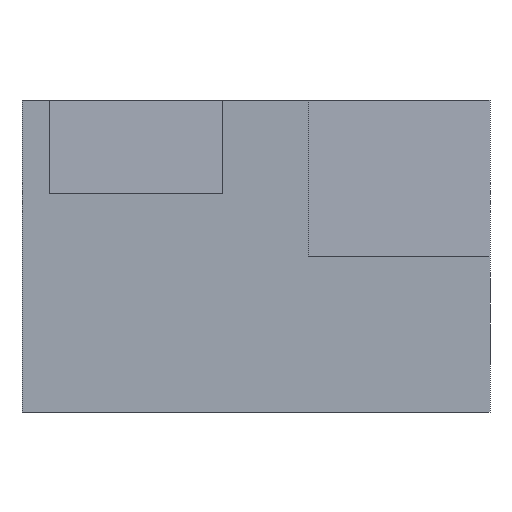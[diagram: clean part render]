
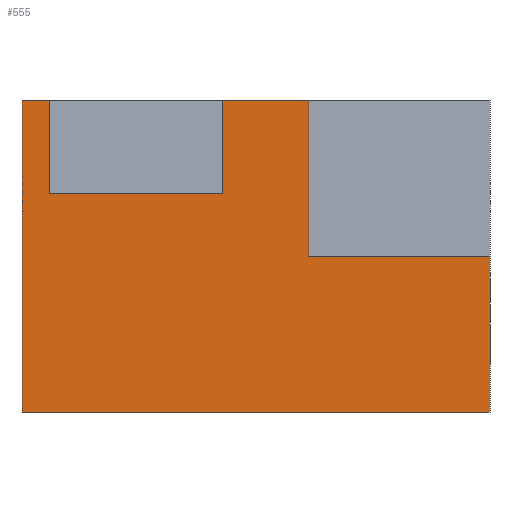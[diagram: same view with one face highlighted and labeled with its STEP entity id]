
A CAD part, front view. The second image highlights one B-rep face of the part: STEP entity #555.
In plain terms, the highlighted planar face has unit normal (0, -1, 0).
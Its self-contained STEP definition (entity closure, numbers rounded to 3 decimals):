
#7 = CARTESIAN_POINT ( 'NONE',  ( -37.5, -20., 25. ) ) ;
#8 = DIRECTION ( 'NONE',  ( 0., 0., -1. ) ) ;
#37 = CARTESIAN_POINT ( 'NONE',  ( -37.5, -20., 35. ) ) ;
#38 = DIRECTION ( 'NONE',  ( 1., 0., 0. ) ) ;
#39 = CARTESIAN_POINT ( 'NONE',  ( -37.5, -20., 50. ) ) ;
#40 = DIRECTION ( 'NONE',  ( 1., 0., 0. ) ) ;
#41 = CARTESIAN_POINT ( 'NONE',  ( -33.168, -20., 25. ) ) ;
#42 = DIRECTION ( 'NONE',  ( 0., 0., 1. ) ) ;
#43 = CARTESIAN_POINT ( 'NONE',  ( -5.389, -20., 25. ) ) ;
#44 = DIRECTION ( 'NONE',  ( 0., 0., -1. ) ) ;
#69 = CARTESIAN_POINT ( 'NONE',  ( 37.5, -20., 25. ) ) ;
#70 = DIRECTION ( 'NONE',  ( 0., 0., -1. ) ) ;
#81 = CARTESIAN_POINT ( 'NONE',  ( 8.477, -20., 50. ) ) ;
#82 = DIRECTION ( 'NONE',  ( 0., 0., -1. ) ) ;
#159 = LINE ( 'NONE', #37, #160 ) ;
#160 = VECTOR ( 'NONE', #38, 1000. ) ;
#161 = LINE ( 'NONE', #39, #162 ) ;
#162 = VECTOR ( 'NONE', #40, 1000. ) ;
#163 = LINE ( 'NONE', #41, #164 ) ;
#164 = VECTOR ( 'NONE', #42, 1000. ) ;
#165 = LINE ( 'NONE', #43, #166 ) ;
#166 = VECTOR ( 'NONE', #44, 1000. ) ;
#187 = LINE ( 'NONE', #69, #188 ) ;
#188 = VECTOR ( 'NONE', #70, 1000. ) ;
#199 = LINE ( 'NONE', #81, #200 ) ;
#200 = VECTOR ( 'NONE', #82, 1000. ) ;
#332 = CARTESIAN_POINT ( 'NONE',  ( -5.389, -20., 35. ) ) ;
#333 = CARTESIAN_POINT ( 'NONE',  ( -33.168, -20., 50. ) ) ;
#335 = ORIENTED_EDGE ( 'NONE', *, *, #598, .F. ) ;
#337 = ORIENTED_EDGE ( 'NONE', *, *, #561, .T. ) ;
#338 = ORIENTED_EDGE ( 'NONE', *, *, #584, .F. ) ;
#343 = ORIENTED_EDGE ( 'NONE', *, *, #445, .F. ) ;
#345 = ORIENTED_EDGE ( 'NONE', *, *, #568, .T. ) ;
#346 = ORIENTED_EDGE ( 'NONE', *, *, #604, .F. ) ;
#392 = EDGE_LOOP ( 'NONE', ( #435, #436, #437, #438, #338, #345, #337, #335, #343, #346 ) ) ;
#435 = ORIENTED_EDGE ( 'NONE', *, *, #450, .F. ) ;
#436 = ORIENTED_EDGE ( 'NONE', *, *, #586, .T. ) ;
#437 = ORIENTED_EDGE ( 'NONE', *, *, #583, .F. ) ;
#438 = ORIENTED_EDGE ( 'NONE', *, *, #585, .T. ) ;
#445 = EDGE_CURVE ( 'NONE', #517, #506, #726, .T. ) ;
#450 = EDGE_CURVE ( 'NONE', #527, #518, #737, .T. ) ;
#456 = CARTESIAN_POINT ( 'NONE',  ( 37.5, -20., 25. ) ) ;
#472 = DIRECTION ( 'NONE',  ( 1., 0., 0. ) ) ;
#473 = CARTESIAN_POINT ( 'NONE',  ( -37.5, -20., 50. ) ) ;
#482 = DIRECTION ( 'NONE',  ( 1., 0., 0. ) ) ;
#483 = CARTESIAN_POINT ( 'NONE',  ( -37.5, -20., 25. ) ) ;
#506 = VERTEX_POINT ( 'NONE', #456 ) ;
#507 = VERTEX_POINT ( 'NONE', #332 ) ;
#508 = VERTEX_POINT ( 'NONE', #333 ) ;
#509 = VERTEX_POINT ( 'NONE', #805 ) ;
#517 = VERTEX_POINT ( 'NONE', #813 ) ;
#518 = VERTEX_POINT ( 'NONE', #814 ) ;
#523 = VERTEX_POINT ( 'NONE', #819 ) ;
#527 = VERTEX_POINT ( 'NONE', #823 ) ;
#532 = VERTEX_POINT ( 'NONE', #828 ) ;
#535 = VERTEX_POINT ( 'NONE', #831 ) ;
#555 = ADVANCED_FACE ( 'NONE', ( #763 ), #861, .F. ) ;
#561 = EDGE_CURVE ( 'NONE', #532, #535, #773, .T. ) ;
#568 = EDGE_CURVE ( 'NONE', #523, #532, #785, .T. ) ;
#583 = EDGE_CURVE ( 'NONE', #509, #507, #159, .T. ) ;
#584 = EDGE_CURVE ( 'NONE', #523, #508, #161, .T. ) ;
#585 = EDGE_CURVE ( 'NONE', #509, #508, #163, .T. ) ;
#586 = EDGE_CURVE ( 'NONE', #527, #507, #165, .T. ) ;
#598 = EDGE_CURVE ( 'NONE', #506, #535, #187, .T. ) ;
#604 = EDGE_CURVE ( 'NONE', #518, #517, #199, .T. ) ;
#618 = AXIS2_PLACEMENT_3D ( 'NONE', #862, #863, #864 ) ;
#726 = LINE ( 'NONE', #483, #728 ) ;
#728 = VECTOR ( 'NONE', #482, 1000. ) ;
#737 = LINE ( 'NONE', #473, #738 ) ;
#738 = VECTOR ( 'NONE', #472, 1000. ) ;
#763 = FACE_OUTER_BOUND ( 'NONE', #392, .T. ) ;
#773 = LINE ( 'NONE', #879, #774 ) ;
#774 = VECTOR ( 'NONE', #880, 1000. ) ;
#785 = LINE ( 'NONE', #7, #787 ) ;
#787 = VECTOR ( 'NONE', #8, 1000. ) ;
#805 = CARTESIAN_POINT ( 'NONE',  ( -33.168, -20., 35. ) ) ;
#813 = CARTESIAN_POINT ( 'NONE',  ( 8.477, -20., 25. ) ) ;
#814 = CARTESIAN_POINT ( 'NONE',  ( 8.477, -20., 50. ) ) ;
#819 = CARTESIAN_POINT ( 'NONE',  ( -37.5, -20., 50. ) ) ;
#823 = CARTESIAN_POINT ( 'NONE',  ( -5.389, -20., 50. ) ) ;
#828 = CARTESIAN_POINT ( 'NONE',  ( -37.5, -20., 0. ) ) ;
#831 = CARTESIAN_POINT ( 'NONE',  ( 37.5, -20., 0. ) ) ;
#861 = PLANE ( 'NONE',  #618 ) ;
#862 = CARTESIAN_POINT ( 'NONE',  ( -37.5, -20., 25. ) ) ;
#863 = DIRECTION ( 'NONE',  ( 0., 1., 0. ) ) ;
#864 = DIRECTION ( 'NONE',  ( -1., 0., 0. ) ) ;
#879 = CARTESIAN_POINT ( 'NONE',  ( -37.5, -20., 0. ) ) ;
#880 = DIRECTION ( 'NONE',  ( 1., 0., 0. ) ) ;
